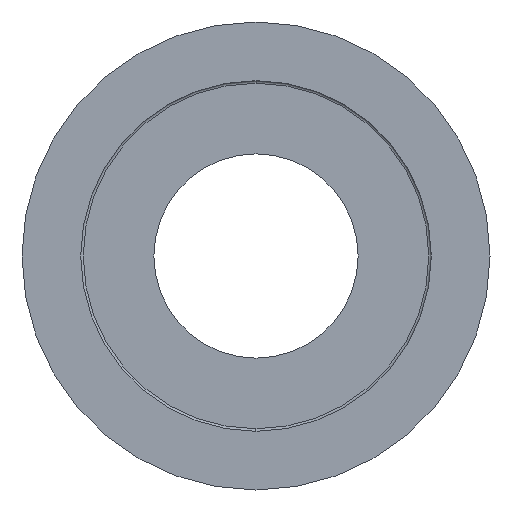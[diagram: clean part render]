
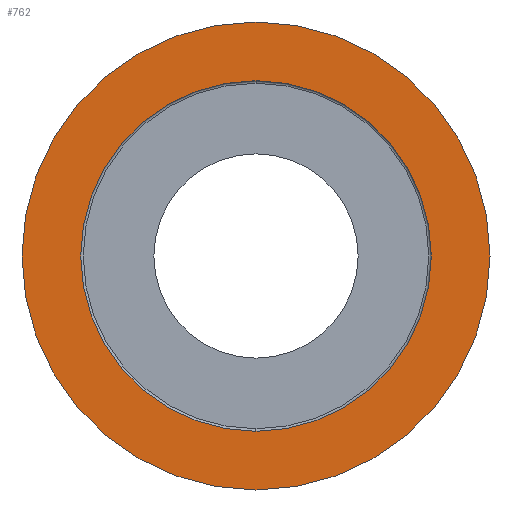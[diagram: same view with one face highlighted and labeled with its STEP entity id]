
A CAD part, left-side view. The second image highlights one B-rep face of the part: STEP entity #762.
In plain terms, the highlighted planar face has unit normal (-1, 0, 0).
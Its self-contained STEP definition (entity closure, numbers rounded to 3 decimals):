
#28 = DIRECTION ( 'NONE',  ( -1., 0., 0. ) ) ;
#42 = FACE_BOUND ( 'NONE', #585, .T. ) ;
#45 = FACE_OUTER_BOUND ( 'NONE', #193, .T. ) ;
#74 = AXIS2_PLACEMENT_3D ( 'NONE', #740, #412, #733 ) ;
#93 = AXIS2_PLACEMENT_3D ( 'NONE', #793, #792, #724 ) ;
#126 = DIRECTION ( 'NONE',  ( 0., 0., -1. ) ) ;
#146 = CIRCLE ( 'NONE', #352, 27.5 ) ;
#186 = CIRCLE ( 'NONE', #731, 20.6 ) ;
#193 = EDGE_LOOP ( 'NONE', ( #288, #299 ) ) ;
#237 = CARTESIAN_POINT ( 'NONE',  ( 0., 0., 27.5 ) ) ;
#240 = EDGE_CURVE ( 'NONE', #857, #815, #257, .T. ) ;
#257 = CIRCLE ( 'NONE', #93, 27.5 ) ;
#258 = ORIENTED_EDGE ( 'NONE', *, *, #618, .F. ) ;
#262 = EDGE_CURVE ( 'NONE', #747, #657, #279, .T. ) ;
#279 = CIRCLE ( 'NONE', #74, 20.6 ) ;
#288 = ORIENTED_EDGE ( 'NONE', *, *, #679, .T. ) ;
#299 = ORIENTED_EDGE ( 'NONE', *, *, #240, .T. ) ;
#317 = ORIENTED_EDGE ( 'NONE', *, *, #262, .F. ) ;
#352 = AXIS2_PLACEMENT_3D ( 'NONE', #511, #28, #583 ) ;
#367 = DIRECTION ( 'NONE',  ( 0., 0., 1. ) ) ;
#412 = DIRECTION ( 'NONE',  ( -1., 0., 0. ) ) ;
#449 = CARTESIAN_POINT ( 'NONE',  ( 0., 0., 20.6 ) ) ;
#511 = CARTESIAN_POINT ( 'NONE',  ( 0., 0., 0. ) ) ;
#578 = DIRECTION ( 'NONE',  ( -1., 0., 0. ) ) ;
#583 = DIRECTION ( 'NONE',  ( 0., 0., 1. ) ) ;
#585 = EDGE_LOOP ( 'NONE', ( #317, #258 ) ) ;
#592 = DIRECTION ( 'NONE',  ( 1., 0., 0. ) ) ;
#614 = CARTESIAN_POINT ( 'NONE',  ( 0., 0., -27.5 ) ) ;
#618 = EDGE_CURVE ( 'NONE', #657, #747, #186, .T. ) ;
#657 = VERTEX_POINT ( 'NONE', #660 ) ;
#660 = CARTESIAN_POINT ( 'NONE',  ( 0., 0., -20.6 ) ) ;
#679 = EDGE_CURVE ( 'NONE', #815, #857, #146, .T. ) ;
#716 = AXIS2_PLACEMENT_3D ( 'NONE', #860, #592, #126 ) ;
#724 = DIRECTION ( 'NONE',  ( 0., 0., 1. ) ) ;
#731 = AXIS2_PLACEMENT_3D ( 'NONE', #852, #578, #367 ) ;
#733 = DIRECTION ( 'NONE',  ( 0., 0., 1. ) ) ;
#740 = CARTESIAN_POINT ( 'NONE',  ( 0., 0., 0. ) ) ;
#747 = VERTEX_POINT ( 'NONE', #449 ) ;
#762 = ADVANCED_FACE ( 'NONE', ( #42, #45 ), #817, .F. ) ;
#792 = DIRECTION ( 'NONE',  ( -1., 0., 0. ) ) ;
#793 = CARTESIAN_POINT ( 'NONE',  ( 0., 0., 0. ) ) ;
#815 = VERTEX_POINT ( 'NONE', #237 ) ;
#817 = PLANE ( 'NONE',  #716 ) ;
#852 = CARTESIAN_POINT ( 'NONE',  ( 0., 0., 0. ) ) ;
#857 = VERTEX_POINT ( 'NONE', #614 ) ;
#860 = CARTESIAN_POINT ( 'NONE',  ( 0., 0., -20.6 ) ) ;
